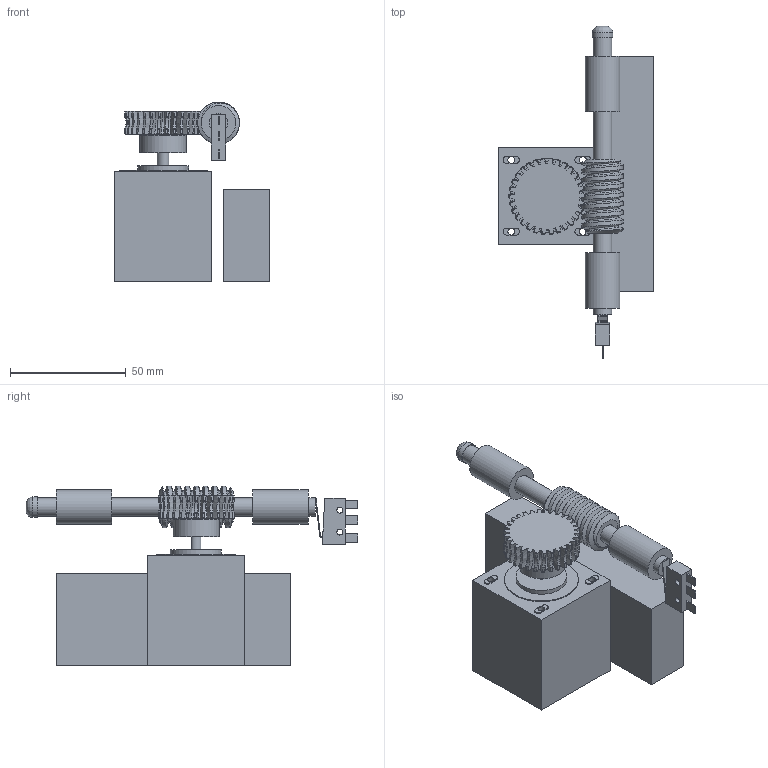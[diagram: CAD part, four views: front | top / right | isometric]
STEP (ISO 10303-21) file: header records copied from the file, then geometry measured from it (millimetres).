
FILE_DESCRIPTION(/* description */ (''),/* implementation_level */ '2;1');
FILE_NAME(/* name */ 'low_actuator.step',/* time_stamp */ '2021-02-08T09:32:33-05:00',/* author */ (''),/* organization */ (''),/* preprocessor_version */ 'ST-DEVELOPER v18.1',/* originating_system */ 'Autodesk Translation Framework v9.7.1.1290',/* authorisation */ '');
FILE_SCHEMA (('AUTOMOTIVE_DESIGN { 1 0 10303 214 3 1 1 }'));
Length unit declared in the file: millimetre
Products named in the file (11): low_actuator; extrusion; piston; simple_nema_17 v1; gearing; 57545K646_METAL WORM GEAR; 4037N131_PLASTIC WORM GEAR; linear_bearings; endstop; simple end stop v2; Component11
Assembly tree (10 placements, depth 4):
  low_actuator
    extrusion
    piston
    simple_nema_17 v1
    gearing
      57545K646_METAL WORM GEAR
      4037N131_PLASTIC WORM GEAR
    linear_bearings
    endstop
      simple end stop v2
        Component11
Bounding box: 67 x 143.58 x 77.75 mm (x, y, z)
Volume: 193530 mm3; surface area: 44933.9 mm2
Topology: 9 solids, 9 shells, 442 faces, 1226 edges, 808 vertices
Faces by surface type: torus 151, cylinder 102, bspline 97, plane 90, cone 2
Full cylindrical faces by diameter (mm): 2.5 x4, 3 x4, 4 x1, 5.9 x1, 8 x3, 8.2 x1, 8.9 x1, 15 x2, 18 x6, 20 x1, 22 x1, 32 x1
Entity records: 27488 total; most frequent: CARTESIAN_POINT 17215, ORIENTED_EDGE 2460, DIRECTION 1571, EDGE_CURVE 1230, VERTEX_POINT 808, B_SPLINE_CURVE_WITH_KNOTS 702, AXIS2_PLACEMENT_3D 681, EDGE_LOOP 476
